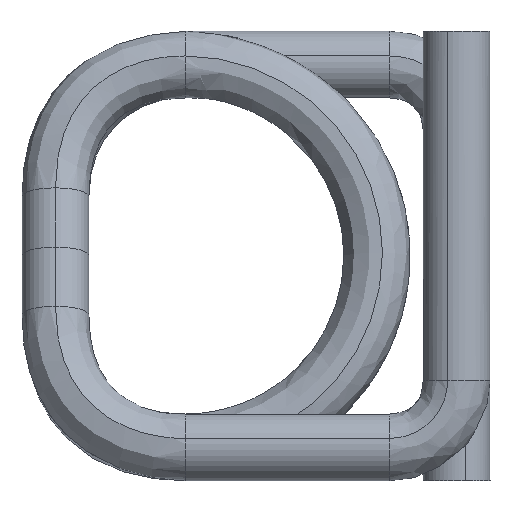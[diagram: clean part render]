
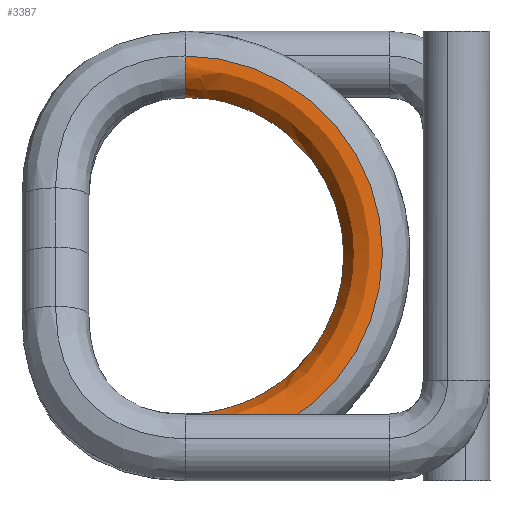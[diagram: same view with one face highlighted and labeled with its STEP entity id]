
A CAD part, left-side view. The second image highlights one B-rep face of the part: STEP entity #3387.
In plain terms, the highlighted free-form (B-spline) face has degree [3, 3] with [4, 4] control points.
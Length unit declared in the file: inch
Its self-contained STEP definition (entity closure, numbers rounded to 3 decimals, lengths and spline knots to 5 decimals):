
#3 = CARTESIAN_POINT ( 'NONE',  ( 0.01492, 0.06257, -0.10212 ) ) ;
#241 = ORIENTED_EDGE ( 'NONE', *, *, #4339, .F. ) ;
#282 = CIRCLE ( 'NONE', #806, 0.06077 ) ;
#518 = DIRECTION ( 'NONE',  ( 0.002, -1., 0.009 ) ) ;
#806 = AXIS2_PLACEMENT_3D ( 'NONE', #4400, #3023, #7838 ) ;
#937 = AXIS2_PLACEMENT_3D ( 'NONE', #7262, #3194, #7955 ) ;
#1696 = VERTEX_POINT ( 'NONE', #3733 ) ;
#1786 = FACE_OUTER_BOUND ( 'NONE', #4020, .T. ) ;
#2008 = ORIENTED_EDGE ( 'NONE', *, *, #4227, .F. ) ;
#2476 = EDGE_CURVE ( 'NONE', #1696, #2882, #3088, .T. ) ;
#2705 = CARTESIAN_POINT ( 'NONE',  ( -0.00506, -0.06551, -0.12496 ) ) ;
#2728 = CARTESIAN_POINT ( 'NONE',  ( 0.02778, 0.06233, -0.00282 ) ) ;
#2882 = VERTEX_POINT ( 'NONE', #5703 ) ;
#3023 = DIRECTION ( 'NONE',  ( -0.996, 0., 0.092 ) ) ;
#3088 = CIRCLE ( 'NONE', #8306, 0.0109 ) ;
#3194 = DIRECTION ( 'NONE',  ( 0.996, 0., -0.092 ) ) ;
#3300 = CARTESIAN_POINT ( 'NONE',  ( -0.00512, 0.06232, -0.12555 ) ) ;
#3359 = CARTESIAN_POINT ( 'NONE',  ( 0.02208, -0.01558, -0.02444 ) ) ;
#3387 = ADVANCED_FACE ( 'NONE', ( #1786 ), #6256, .T. ) ;
#3410 = DIRECTION ( 'NONE',  ( 0.002, 1., 0. ) ) ;
#3474 = CARTESIAN_POINT ( 'NONE',  ( 0.01662, 0.06238, -0.12385 ) ) ;
#3534 = DIRECTION ( 'NONE',  ( -1., 0.002, 0. ) ) ;
#3652 = CIRCLE ( 'NONE', #937, 0.06446 ) ;
#3733 = CARTESIAN_POINT ( 'NONE',  ( 0.01662, 0.06238, -0.12385 ) ) ;
#3933 = CARTESIAN_POINT ( 'NONE',  ( 0.00672, 0.06237, 0.00282 ) ) ;
#4007 = CARTESIAN_POINT ( 'NONE',  ( -0.00679, -0.02272, -0.10358 ) ) ;
#4020 = EDGE_LOOP ( 'NONE', ( #2008, #8087, #241, #8486 ) ) ;
#4093 = CARTESIAN_POINT ( 'NONE',  ( 0.02773, -0.05819, -0.00338 ) ) ;
#4227 = EDGE_CURVE ( 'NONE', #1696, #8515, #282, .T. ) ;
#4339 = EDGE_CURVE ( 'NONE', #5126, #2882, #3652, .T. ) ;
#4400 = CARTESIAN_POINT ( 'NONE',  ( 0.0222, 0.06262, -0.06334 ) ) ;
#4922 = CARTESIAN_POINT ( 'NONE',  ( 0.01666, -0.05814, -0.1234 ) ) ;
#5126 = VERTEX_POINT ( 'NONE', #3933 ) ;
#5161 = CARTESIAN_POINT ( 'NONE',  ( 0.00575, 0.06235, -0.1247 ) ) ;
#5703 = CARTESIAN_POINT ( 'NONE',  ( -0.00512, 0.06232, -0.12555 ) ) ;
#5708 = EDGE_CURVE ( 'NONE', #8515, #5126, #6200, .T. ) ;
#6104 = CARTESIAN_POINT ( 'NONE',  ( 0.00668, -0.06546, 0.00233 ) ) ;
#6200 = CIRCLE ( 'NONE', #6275, 0.0109 ) ;
#6240 = CARTESIAN_POINT ( 'NONE',  ( 0.01725, 0.06235, 0. ) ) ;
#6256 =( BOUNDED_SURFACE ( )  B_SPLINE_SURFACE ( 3, 3, ( 
 ( #6760, #6104, #2705, #3300 ),
 ( #8077, #6787, #4007, #8758 ),
 ( #7439, #3359, #8136, #3 ),
 ( #2728, #4093, #4922, #3474 ) ),
 .UNSPECIFIED., .F., .F., .T. ) 
 B_SPLINE_SURFACE_WITH_KNOTS ( ( 4, 4 ),
 ( 4, 4 ),
 ( 0., 1. ),
 ( 0., 1. ),
 .UNSPECIFIED. ) 
 GEOMETRIC_REPRESENTATION_ITEM ( )  RATIONAL_B_SPLINE_SURFACE ( (
 ( 1., 0.336, 0.336, 1.),
 ( 0.333, 0.112, 0.112, 0.333),
 ( 0.333, 0.112, 0.112, 0.333),
 ( 1., 0.336, 0.336, 1.) ) ) 
 REPRESENTATION_ITEM ( '' )  SURFACE ( )  );
#6275 = AXIS2_PLACEMENT_3D ( 'NONE', #6240, #3410, #3534 ) ;
#6760 = CARTESIAN_POINT ( 'NONE',  ( 0.00672, 0.06237, 0.00282 ) ) ;
#6787 = CARTESIAN_POINT ( 'NONE',  ( 0.00103, -0.02285, -0.01872 ) ) ;
#7262 = CARTESIAN_POINT ( 'NONE',  ( 0.0008, 0.06262, -0.06136 ) ) ;
#7439 = CARTESIAN_POINT ( 'NONE',  ( 0.02214, 0.06233, -0.02388 ) ) ;
#7838 = DIRECTION ( 'NONE',  ( 0.092, 0., 0.996 ) ) ;
#7920 = CARTESIAN_POINT ( 'NONE',  ( 0.02778, 0.06233, -0.00282 ) ) ;
#7955 = DIRECTION ( 'NONE',  ( -0.092, 0., -0.996 ) ) ;
#8007 = DIRECTION ( 'NONE',  ( 0., -0.009, -1. ) ) ;
#8077 = CARTESIAN_POINT ( 'NONE',  ( 0.00108, 0.06237, -0.01824 ) ) ;
#8087 = ORIENTED_EDGE ( 'NONE', *, *, #2476, .T. ) ;
#8136 = CARTESIAN_POINT ( 'NONE',  ( 0.01493, -0.01535, -0.10202 ) ) ;
#8306 = AXIS2_PLACEMENT_3D ( 'NONE', #5161, #518, #8007 ) ;
#8486 = ORIENTED_EDGE ( 'NONE', *, *, #5708, .F. ) ;
#8515 = VERTEX_POINT ( 'NONE', #7920 ) ;
#8758 = CARTESIAN_POINT ( 'NONE',  ( -0.00681, 0.0625, -0.10381 ) ) ;
